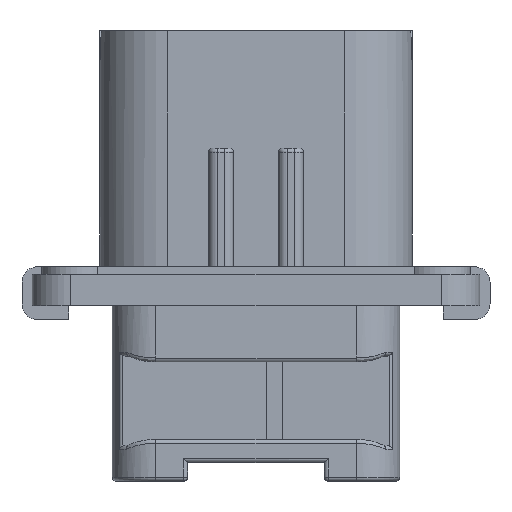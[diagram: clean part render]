
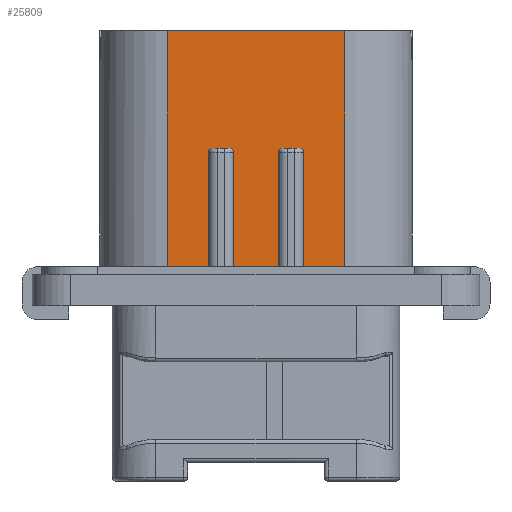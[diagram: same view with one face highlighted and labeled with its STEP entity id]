
A CAD part, front view. The second image highlights one B-rep face of the part: STEP entity #25809.
In plain terms, the highlighted planar face has unit normal (0, -1, 0).
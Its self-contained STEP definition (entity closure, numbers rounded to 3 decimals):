
#1000=DIRECTION('',(1.,0.,0.));
#1001=VECTOR('',#1000,2.66);
#1002=CARTESIAN_POINT('',(3.04,-9.,2.));
#1003=LINE('',#1002,#1001);
#1205=DIRECTION('',(1.,0.,0.));
#1206=VECTOR('',#1205,2.66);
#1207=CARTESIAN_POINT('',(-5.7,-9.,2.));
#1208=LINE('',#1207,#1206);
#1406=DIRECTION('',(1.,0.,0.));
#1407=VECTOR('',#1406,11.4);
#1408=CARTESIAN_POINT('',(-5.7,-9.,17.67));
#1409=LINE('',#1408,#1407);
#1941=DIRECTION('',(0.,0.,1.));
#1942=VECTOR('',#1941,7.87);
#1943=CARTESIAN_POINT('',(-1.44,-9.,2.));
#1944=LINE('',#1943,#1942);
#1945=DIRECTION('',(-1.,0.,0.));
#1946=VECTOR('',#1945,1.1);
#1947=CARTESIAN_POINT('',(-1.69,-9.,10.12));
#1948=LINE('',#1947,#1946);
#1949=DIRECTION('',(0.,0.,1.));
#1950=VECTOR('',#1949,7.87);
#1951=CARTESIAN_POINT('',(-3.04,-9.,2.));
#1952=LINE('',#1951,#1950);
#1953=DIRECTION('',(0.,0.,-1.));
#1954=VECTOR('',#1953,15.67);
#1955=CARTESIAN_POINT('',(-5.7,-9.,17.67));
#1956=LINE('',#1955,#1954);
#1957=DIRECTION('',(0.,0.,-1.));
#1958=VECTOR('',#1957,15.67);
#1959=CARTESIAN_POINT('',(5.7,-9.,17.67));
#1960=LINE('',#1959,#1958);
#1961=DIRECTION('',(0.,0.,1.));
#1962=VECTOR('',#1961,7.87);
#1963=CARTESIAN_POINT('',(3.04,-9.,2.));
#1964=LINE('',#1963,#1962);
#1965=DIRECTION('',(-1.,0.,0.));
#1966=VECTOR('',#1965,1.1);
#1967=CARTESIAN_POINT('',(2.79,-9.,10.12));
#1968=LINE('',#1967,#1966);
#1969=DIRECTION('',(0.,0.,1.));
#1970=VECTOR('',#1969,7.87);
#1971=CARTESIAN_POINT('',(1.44,-9.,2.));
#1972=LINE('',#1971,#1970);
#1986=CARTESIAN_POINT('',(-1.69,-9.,9.87));
#1987=DIRECTION('',(0.,1.,0.));
#1988=DIRECTION('',(0.,0.,1.));
#1989=AXIS2_PLACEMENT_3D('',#1986,#1987,#1988);
#2069=DIRECTION('',(1.,0.,0.));
#2070=VECTOR('',#2069,2.88);
#2071=CARTESIAN_POINT('',(-1.44,-9.,2.));
#2072=LINE('',#2071,#2070);
#2085=CARTESIAN_POINT('',(1.69,-9.,9.87));
#2086=DIRECTION('',(0.,1.,0.));
#2087=DIRECTION('',(-1.,0.,0.));
#2088=AXIS2_PLACEMENT_3D('',#2085,#2086,#2087);
#2117=CARTESIAN_POINT('',(2.79,-9.,9.87));
#2118=DIRECTION('',(0.,1.,0.));
#2119=DIRECTION('',(0.,0.,1.));
#2120=AXIS2_PLACEMENT_3D('',#2117,#2118,#2119);
#2200=CARTESIAN_POINT('',(-2.79,-9.,9.87));
#2201=DIRECTION('',(0.,1.,0.));
#2202=DIRECTION('',(-1.,0.,0.));
#2203=AXIS2_PLACEMENT_3D('',#2200,#2201,#2202);
#19505=CARTESIAN_POINT('',(-5.7,-9.,17.67));
#19506=CARTESIAN_POINT('',(-5.7,-9.,2.));
#19507=VERTEX_POINT('',#19505);
#19508=VERTEX_POINT('',#19506);
#19509=CARTESIAN_POINT('',(5.7,-9.,17.67));
#19510=CARTESIAN_POINT('',(5.7,-9.,2.));
#19511=VERTEX_POINT('',#19509);
#19512=VERTEX_POINT('',#19510);
#21430=CARTESIAN_POINT('',(-3.04,-9.,2.));
#21431=VERTEX_POINT('',#21430);
#21432=CARTESIAN_POINT('',(-1.44,-9.,2.));
#21433=CARTESIAN_POINT('',(1.44,-9.,2.));
#21434=VERTEX_POINT('',#21432);
#21435=VERTEX_POINT('',#21433);
#21436=CARTESIAN_POINT('',(3.04,-9.,2.));
#21437=VERTEX_POINT('',#21436);
#21481=CARTESIAN_POINT('',(-1.44,-9.,9.87));
#21483=VERTEX_POINT('',#21481);
#21485=CARTESIAN_POINT('',(-1.69,-9.,10.12));
#21487=VERTEX_POINT('',#21485);
#21500=CARTESIAN_POINT('',(-2.79,-9.,10.12));
#21501=VERTEX_POINT('',#21500);
#21502=CARTESIAN_POINT('',(-3.04,-9.,9.87));
#21503=VERTEX_POINT('',#21502);
#21505=CARTESIAN_POINT('',(3.04,-9.,9.87));
#21507=VERTEX_POINT('',#21505);
#21509=CARTESIAN_POINT('',(2.79,-9.,10.12));
#21511=VERTEX_POINT('',#21509);
#21524=CARTESIAN_POINT('',(1.69,-9.,10.12));
#21525=VERTEX_POINT('',#21524);
#21526=CARTESIAN_POINT('',(1.44,-9.,9.87));
#21527=VERTEX_POINT('',#21526);
#25774=CARTESIAN_POINT('',(-10.05,-9.,2.));
#25775=DIRECTION('',(0.,-1.,0.));
#25776=DIRECTION('',(1.,0.,0.));
#25777=AXIS2_PLACEMENT_3D('',#25774,#25775,#25776);
#25778=PLANE('',#25777);
#25780=ORIENTED_EDGE('',*,*,#25779,.T.);
#25782=ORIENTED_EDGE('',*,*,#25781,.F.);
#25784=ORIENTED_EDGE('',*,*,#25783,.T.);
#25786=ORIENTED_EDGE('',*,*,#25785,.F.);
#25788=ORIENTED_EDGE('',*,*,#25787,.F.);
#25789=ORIENTED_EDGE('',*,*,#25022,.F.);
#25791=ORIENTED_EDGE('',*,*,#25790,.F.);
#25792=ORIENTED_EDGE('',*,*,#25230,.T.);
#25793=ORIENTED_EDGE('',*,*,#25766,.T.);
#25794=ORIENTED_EDGE('',*,*,#24765,.F.);
#25796=ORIENTED_EDGE('',*,*,#25795,.T.);
#25798=ORIENTED_EDGE('',*,*,#25797,.F.);
#25800=ORIENTED_EDGE('',*,*,#25799,.T.);
#25802=ORIENTED_EDGE('',*,*,#25801,.F.);
#25804=ORIENTED_EDGE('',*,*,#25803,.F.);
#25806=ORIENTED_EDGE('',*,*,#25805,.F.);
#25807=EDGE_LOOP('',(#25780,#25782,#25784,#25786,#25788,#25789,#25791,#25792,
#25793,#25794,#25796,#25798,#25800,#25802,#25804,#25806));
#25808=FACE_OUTER_BOUND('',#25807,.F.);
#25809=ADVANCED_FACE('',(#25808),#25778,.T.);
#1990=CIRCLE('',#1989,0.25);
#2089=CIRCLE('',#2088,0.25);
#2121=CIRCLE('',#2120,0.25);
#2204=CIRCLE('',#2203,0.25);
#24765=EDGE_CURVE('',#21437,#19512,#1003,.T.);
#25022=EDGE_CURVE('',#19508,#21431,#1208,.T.);
#25230=EDGE_CURVE('',#19507,#19511,#1409,.T.);
#25766=EDGE_CURVE('',#19511,#19512,#1960,.T.);
#25779=EDGE_CURVE('',#21434,#21483,#1944,.T.);
#25781=EDGE_CURVE('',#21487,#21483,#1990,.T.);
#25783=EDGE_CURVE('',#21487,#21501,#1948,.T.);
#25785=EDGE_CURVE('',#21503,#21501,#2204,.T.);
#25787=EDGE_CURVE('',#21431,#21503,#1952,.T.);
#25790=EDGE_CURVE('',#19507,#19508,#1956,.T.);
#25795=EDGE_CURVE('',#21437,#21507,#1964,.T.);
#25797=EDGE_CURVE('',#21511,#21507,#2121,.T.);
#25799=EDGE_CURVE('',#21511,#21525,#1968,.T.);
#25801=EDGE_CURVE('',#21527,#21525,#2089,.T.);
#25803=EDGE_CURVE('',#21435,#21527,#1972,.T.);
#25805=EDGE_CURVE('',#21434,#21435,#2072,.T.);
